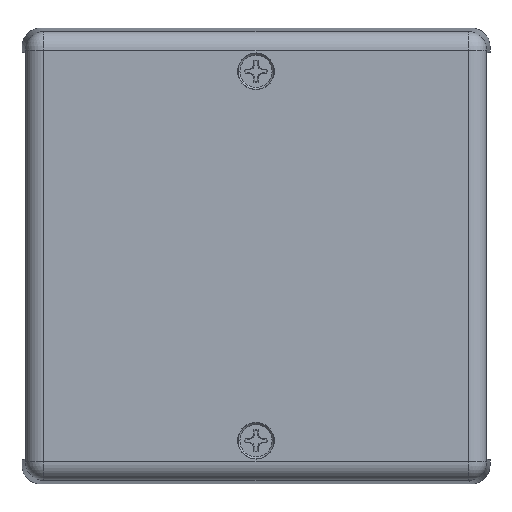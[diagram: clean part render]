
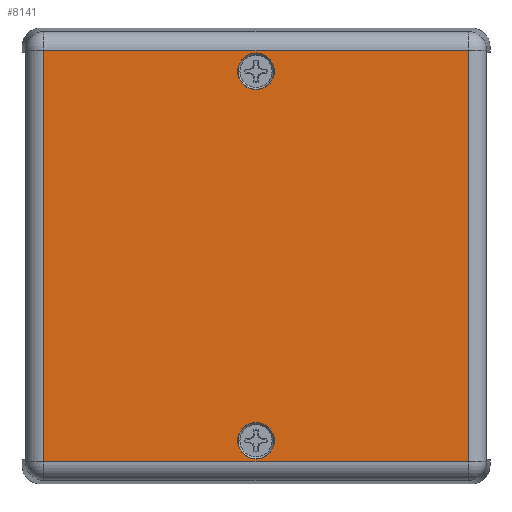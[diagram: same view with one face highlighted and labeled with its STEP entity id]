
A CAD part, front view. The second image highlights one B-rep face of the part: STEP entity #8141.
In plain terms, the highlighted planar face has unit normal (0, -1, 0).
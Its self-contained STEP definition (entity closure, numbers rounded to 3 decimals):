
#108=FACE_BOUND('',#3065,.T.);
#109=FACE_BOUND('',#3066,.T.);
#181=CIRCLE('',#8586,2.97);
#182=CIRCLE('',#8587,2.97);
#934=LINE('',#13576,#1729);
#935=LINE('',#13578,#1730);
#936=LINE('',#13580,#1731);
#937=LINE('',#13581,#1732);
#1729=VECTOR('',#9858,66.891);
#1730=VECTOR('',#9859,68.891);
#1731=VECTOR('',#9860,66.891);
#1732=VECTOR('',#9861,68.891);
#2201=PLANE('',#8585);
#2566=FACE_OUTER_BOUND('',#3064,.T.);
#3064=EDGE_LOOP('',(#6717,#6718,#6719,#6720));
#3065=EDGE_LOOP('',(#6721));
#3066=EDGE_LOOP('',(#6722));
#3976=VERTEX_POINT('',#13574);
#3977=VERTEX_POINT('',#13575);
#3978=VERTEX_POINT('',#13577);
#3979=VERTEX_POINT('',#13579);
#3980=VERTEX_POINT('',#13582);
#3981=VERTEX_POINT('',#13584);
#4972=EDGE_CURVE('',#3976,#3977,#934,.T.);
#4973=EDGE_CURVE('',#3978,#3976,#935,.T.);
#4974=EDGE_CURVE('',#3979,#3978,#936,.T.);
#4975=EDGE_CURVE('',#3977,#3979,#937,.T.);
#4976=EDGE_CURVE('',#3980,#3980,#181,.T.);
#4977=EDGE_CURVE('',#3981,#3981,#182,.T.);
#6717=ORIENTED_EDGE('',*,*,#4972,.F.);
#6718=ORIENTED_EDGE('',*,*,#4973,.F.);
#6719=ORIENTED_EDGE('',*,*,#4974,.F.);
#6720=ORIENTED_EDGE('',*,*,#4975,.F.);
#6721=ORIENTED_EDGE('',*,*,#4976,.T.);
#6722=ORIENTED_EDGE('',*,*,#4977,.T.);
#8141=ADVANCED_FACE('',(#2566,#108,#109),#2201,.T.);
#8585=AXIS2_PLACEMENT_3D('',#13573,#9856,#9857);
#8586=AXIS2_PLACEMENT_3D('',#13583,#9862,#9863);
#8587=AXIS2_PLACEMENT_3D('',#13585,#9864,#9865);
#9856=DIRECTION('center_axis',(0.,-1.,0.));
#9857=DIRECTION('ref_axis',(0.,0.,-1.));
#9858=DIRECTION('',(0.,0.,-1.));
#9859=DIRECTION('',(1.,0.,0.));
#9860=DIRECTION('',(0.,0.,1.));
#9861=DIRECTION('',(-1.,0.,0.));
#9862=DIRECTION('center_axis',(0.,1.,0.));
#9863=DIRECTION('ref_axis',(0.,0.,-1.));
#9864=DIRECTION('center_axis',(0.,1.,0.));
#9865=DIRECTION('ref_axis',(0.,0.,1.));
#13573=CARTESIAN_POINT('Origin',(0.,-13.5,0.));
#13574=CARTESIAN_POINT('',(34.446,-13.5,33.446));
#13575=CARTESIAN_POINT('',(34.446,-13.5,-33.446));
#13576=CARTESIAN_POINT('',(34.446,-13.5,18.5));
#13577=CARTESIAN_POINT('',(-34.446,-13.5,33.446));
#13578=CARTESIAN_POINT('',(-19.,-13.5,33.446));
#13579=CARTESIAN_POINT('',(-34.446,-13.5,-33.446));
#13580=CARTESIAN_POINT('',(-34.446,-13.5,-18.5));
#13581=CARTESIAN_POINT('',(19.,-13.5,-33.446));
#13582=CARTESIAN_POINT('',(0.,-13.5,32.97));
#13583=CARTESIAN_POINT('Origin',(0.,-13.5,30.));
#13584=CARTESIAN_POINT('',(0.,-13.5,-32.97));
#13585=CARTESIAN_POINT('Origin',(0.,-13.5,-30.));
